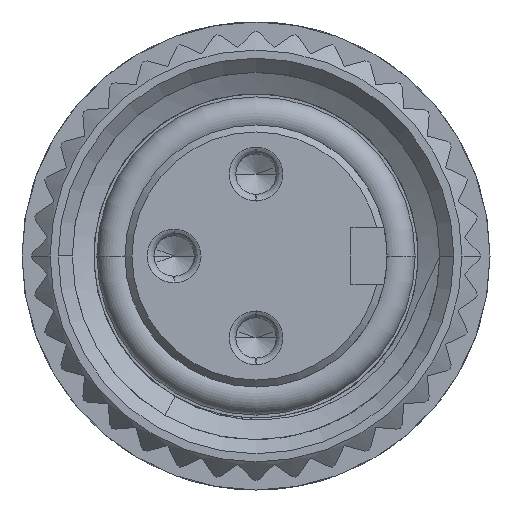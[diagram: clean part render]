
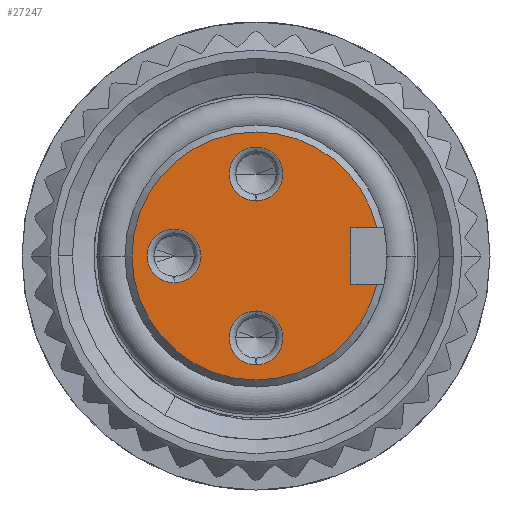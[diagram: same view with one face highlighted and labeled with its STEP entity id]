
A CAD part, front view. The second image highlights one B-rep face of the part: STEP entity #27247.
In plain terms, the highlighted planar face has unit normal (0, -1, 0).
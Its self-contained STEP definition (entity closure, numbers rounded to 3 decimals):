
#9327=CARTESIAN_POINT('',(0.,-81.6,0.));
#9328=DIRECTION('',(0.,1.,0.));
#9329=DIRECTION('',(0.974,0.,-0.226));
#9330=AXIS2_PLACEMENT_3D('',#9327,#9328,#9329);
#9332=CARTESIAN_POINT('',(0.,-81.6,0.));
#9333=DIRECTION('',(0.,1.,0.));
#9334=DIRECTION('',(0.,0.,-1.));
#9335=AXIS2_PLACEMENT_3D('',#9332,#9333,#9334);
#9337=CARTESIAN_POINT('',(0.,-81.6,0.));
#9338=DIRECTION('',(0.,1.,0.));
#9339=DIRECTION('',(0.,0.,1.));
#9340=AXIS2_PLACEMENT_3D('',#9337,#9338,#9339);
#9342=DIRECTION('',(1.,0.,0.));
#9343=VECTOR('',#9342,0.554);
#9344=CARTESIAN_POINT('',(2.027,-81.6,-0.6));
#9345=LINE('',#9344,#9343);
#9346=CARTESIAN_POINT('',(-1.75,-81.6,0.));
#9347=DIRECTION('',(0.,-1.,0.));
#9348=DIRECTION('',(0.,0.,1.));
#9349=AXIS2_PLACEMENT_3D('',#9346,#9347,#9348);
#9351=CARTESIAN_POINT('',(-1.75,-81.6,0.));
#9352=DIRECTION('',(0.,-1.,0.));
#9353=DIRECTION('',(0.,0.,-1.));
#9354=AXIS2_PLACEMENT_3D('',#9351,#9352,#9353);
#9356=CARTESIAN_POINT('',(0.,-81.6,-1.75));
#9357=DIRECTION('',(0.,-1.,0.));
#9358=DIRECTION('',(0.,0.,1.));
#9359=AXIS2_PLACEMENT_3D('',#9356,#9357,#9358);
#9361=CARTESIAN_POINT('',(0.,-81.6,-1.75));
#9362=DIRECTION('',(0.,-1.,0.));
#9363=DIRECTION('',(0.,0.,-1.));
#9364=AXIS2_PLACEMENT_3D('',#9361,#9362,#9363);
#9366=CARTESIAN_POINT('',(0.,-81.6,1.75));
#9367=DIRECTION('',(0.,-1.,0.));
#9368=DIRECTION('',(0.,0.,1.));
#9369=AXIS2_PLACEMENT_3D('',#9366,#9367,#9368);
#9371=CARTESIAN_POINT('',(0.,-81.6,1.75));
#9372=DIRECTION('',(0.,-1.,0.));
#9373=DIRECTION('',(0.,0.,-1.));
#9374=AXIS2_PLACEMENT_3D('',#9371,#9372,#9373);
#9380=DIRECTION('',(1.,0.,0.));
#9381=VECTOR('',#9380,0.554);
#9382=CARTESIAN_POINT('',(2.027,-81.6,0.6));
#9383=LINE('',#9382,#9381);
#9401=DIRECTION('',(0.,0.,1.));
#9402=VECTOR('',#9401,1.2);
#9403=CARTESIAN_POINT('',(2.027,-81.6,-0.6));
#9404=LINE('',#9403,#9402);
#14148=CARTESIAN_POINT('',(0.,-81.6,2.65));
#14149=CARTESIAN_POINT('',(2.581,-81.6,0.6));
#14150=VERTEX_POINT('',#14148);
#14151=VERTEX_POINT('',#14149);
#14152=CARTESIAN_POINT('',(0.,-81.6,-2.65));
#14153=VERTEX_POINT('',#14152);
#14154=CARTESIAN_POINT('',(2.581,-81.6,-0.6));
#14155=VERTEX_POINT('',#14154);
#14156=CARTESIAN_POINT('',(2.027,-81.6,0.6));
#14157=VERTEX_POINT('',#14156);
#14158=CARTESIAN_POINT('',(2.027,-81.6,-0.6));
#14159=VERTEX_POINT('',#14158);
#14160=CARTESIAN_POINT('',(-1.75,-81.6,0.575));
#14161=CARTESIAN_POINT('',(-1.75,-81.6,-0.575));
#14162=VERTEX_POINT('',#14160);
#14163=VERTEX_POINT('',#14161);
#14164=CARTESIAN_POINT('',(0.,-81.6,-1.175));
#14165=CARTESIAN_POINT('',(0.,-81.6,-2.325));
#14166=VERTEX_POINT('',#14164);
#14167=VERTEX_POINT('',#14165);
#14168=CARTESIAN_POINT('',(0.,-81.6,2.325));
#14169=CARTESIAN_POINT('',(0.,-81.6,1.175));
#14170=VERTEX_POINT('',#14168);
#14171=VERTEX_POINT('',#14169);
#27213=CARTESIAN_POINT('',(0.,-81.6,0.));
#27214=DIRECTION('',(0.,1.,0.));
#27215=DIRECTION('',(0.,0.,-1.));
#27216=AXIS2_PLACEMENT_3D('',#27213,#27214,#27215);
#27217=PLANE('',#27216);
#27218=ORIENTED_EDGE('',*,*,#27201,.T.);
#27219=ORIENTED_EDGE('',*,*,#27199,.T.);
#27220=ORIENTED_EDGE('',*,*,#27197,.T.);
#27222=ORIENTED_EDGE('',*,*,#27221,.F.);
#27224=ORIENTED_EDGE('',*,*,#27223,.F.);
#27226=ORIENTED_EDGE('',*,*,#27225,.T.);
#27227=EDGE_LOOP('',(#27218,#27219,#27220,#27222,#27224,#27226));
#27228=FACE_OUTER_BOUND('',#27227,.F.);
#27230=ORIENTED_EDGE('',*,*,#27229,.T.);
#27232=ORIENTED_EDGE('',*,*,#27231,.T.);
#27233=EDGE_LOOP('',(#27230,#27232));
#27234=FACE_BOUND('',#27233,.F.);
#27236=ORIENTED_EDGE('',*,*,#27235,.T.);
#27238=ORIENTED_EDGE('',*,*,#27237,.T.);
#27239=EDGE_LOOP('',(#27236,#27238));
#27240=FACE_BOUND('',#27239,.F.);
#27242=ORIENTED_EDGE('',*,*,#27241,.T.);
#27244=ORIENTED_EDGE('',*,*,#27243,.T.);
#27245=EDGE_LOOP('',(#27242,#27244));
#27246=FACE_BOUND('',#27245,.F.);
#9331=CIRCLE('',#9330,2.65);
#9336=CIRCLE('',#9335,2.65);
#9341=CIRCLE('',#9340,2.65);
#9350=CIRCLE('',#9349,0.575);
#9355=CIRCLE('',#9354,0.575);
#9360=CIRCLE('',#9359,0.575);
#9365=CIRCLE('',#9364,0.575);
#9370=CIRCLE('',#9369,0.575);
#9375=CIRCLE('',#9374,0.575);
#27197=EDGE_CURVE('',#14150,#14151,#9341,.T.);
#27199=EDGE_CURVE('',#14153,#14150,#9336,.T.);
#27201=EDGE_CURVE('',#14155,#14153,#9331,.T.);
#27221=EDGE_CURVE('',#14157,#14151,#9383,.T.);
#27223=EDGE_CURVE('',#14159,#14157,#9404,.T.);
#27225=EDGE_CURVE('',#14159,#14155,#9345,.T.);
#27229=EDGE_CURVE('',#14162,#14163,#9350,.T.);
#27231=EDGE_CURVE('',#14163,#14162,#9355,.T.);
#27235=EDGE_CURVE('',#14166,#14167,#9360,.T.);
#27237=EDGE_CURVE('',#14167,#14166,#9365,.T.);
#27241=EDGE_CURVE('',#14170,#14171,#9370,.T.);
#27243=EDGE_CURVE('',#14171,#14170,#9375,.T.);
#27247=ADVANCED_FACE('',(#27228,#27234,#27240,#27246),#27217,.F.);
